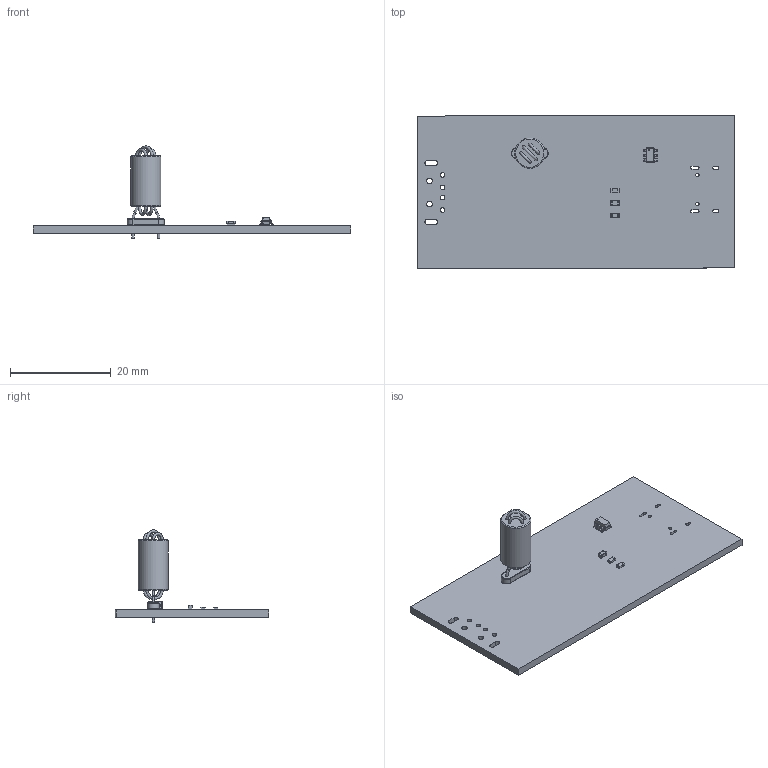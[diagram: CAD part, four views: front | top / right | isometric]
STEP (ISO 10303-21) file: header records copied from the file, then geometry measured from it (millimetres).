
FILE_DESCRIPTION(('KiCad electronic assembly'),'2;1');
FILE_NAME('UsbC2UsbA.step','2025-08-04T16:06:50',('Pcbnew'),('Kicad'), 'Open CASCADE STEP processor 7.9','KiCad to STEP converter','Unknown' );
FILE_SCHEMA(('AUTOMOTIVE_DESIGN { 1 0 10303 214 1 1 1 1 }'));
Length unit declared in the file: millimetre
Products named in the file (6): UsbC2UsbA 1; LairdTech_28C0236-0JW-10; R_0603_1608Metric; SOT-23-6; C_0603_1608Metric; UsbC2UsbA_PCB
Assembly tree (6 placements, depth 2):
  UsbC2UsbA 1
    LairdTech_28C0236-0JW-10
    R_0603_1608Metric  x2
    SOT-23-6
    C_0603_1608Metric
    UsbC2UsbA_PCB
Bounding box: 63.2 x 30.6 x 18.35 mm (x, y, z)
Volume: 3197.8 mm3; surface area: 4568.8 mm2
Topology: 6 solids, 6 shells, 269 faces, 722 edges, 472 vertices
Faces by surface type: plane 155, cylinder 83, bspline 20, torus 11
Full cylindrical faces by diameter (mm): 0.508 x2, 0.65 x2, 0.8 x2, 0.92 x4, 1.1 x2, 6 x1
Entity records: 9578 total; most frequent: CARTESIAN_POINT 1561, ORIENTED_EDGE 1308, DIRECTION 1280, EDGE_CURVE 654, AXIS2_PLACEMENT_3D 430, VERTEX_POINT 428, LINE 420, VECTOR 420
